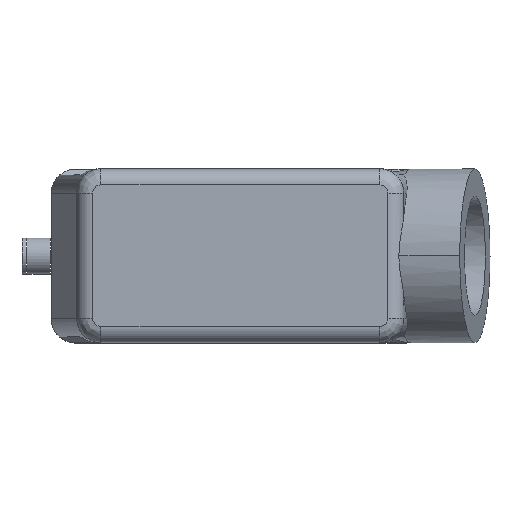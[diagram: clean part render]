
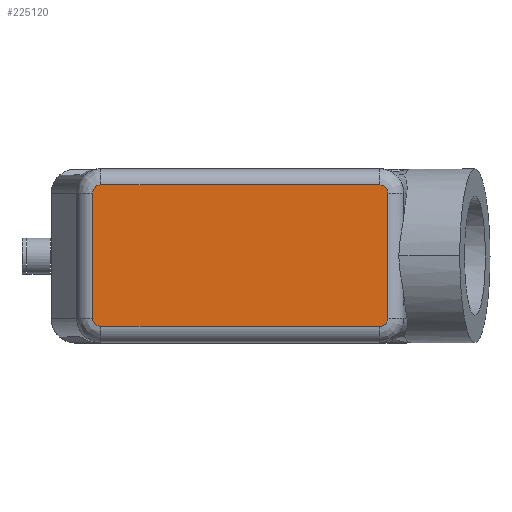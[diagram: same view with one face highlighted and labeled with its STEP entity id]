
A CAD part, top view. The second image highlights one B-rep face of the part: STEP entity #225120.
In plain terms, the highlighted planar face has unit normal (0, 0, 1).
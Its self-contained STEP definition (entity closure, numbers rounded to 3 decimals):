
#2020=CARTESIAN_POINT('',(-34.486,-17.5,76.));
#2030=VERTEX_POINT('',#2020);
#2060=CARTESIAN_POINT('',(34.486,-17.5,76.));
#2070=DIRECTION('',(-1.,0.,0.));
#2080=VECTOR('',#2070,1.);
#2090=LINE('',#2060,#2080);
#2100=CARTESIAN_POINT('',(34.486,-17.5,76.));
#2110=VERTEX_POINT('',#2100);
#2120=EDGE_CURVE('',#2110,#2030,#2090,.T.);
#2820=CARTESIAN_POINT('',(-36.517,15.5,76.));
#2830=VERTEX_POINT('',#2820);
#2860=CARTESIAN_POINT('',(-36.517,-15.5,76.));
#2870=DIRECTION('',(0.,1.,0.));
#2880=VECTOR('',#2870,1.);
#2890=LINE('',#2860,#2880);
#2900=CARTESIAN_POINT('',(-36.517,-15.5,76.));
#2910=VERTEX_POINT('',#2900);
#2920=EDGE_CURVE('',#2910,#2830,#2890,.T.);
#3210=CARTESIAN_POINT('',(34.486,17.5,76.));
#3220=VERTEX_POINT('',#3210);
#3270=CARTESIAN_POINT('',(-34.486,17.5,76.));
#3280=DIRECTION('',(1.,0.,0.));
#3290=VECTOR('',#3280,1.);
#3300=LINE('',#3270,#3290);
#3310=CARTESIAN_POINT('',(-34.486,17.5,76.));
#3320=VERTEX_POINT('',#3310);
#3330=EDGE_CURVE('',#3320,#3220,#3300,.T.);
#92110=CARTESIAN_POINT('',(36.517,15.5,76.));
#92120=DIRECTION('',(0.,-1.,0.));
#92130=VECTOR('',#92120,1.);
#92140=LINE('',#92110,#92130);
#92150=CARTESIAN_POINT('',(36.517,15.5,76.));
#92160=VERTEX_POINT('',#92150);
#92170=CARTESIAN_POINT('',(36.517,-15.5,76.));
#92180=VERTEX_POINT('',#92170);
#92190=EDGE_CURVE('',#92160,#92180,#92140,.T.);
#178610=CARTESIAN_POINT('',(36.517,-15.5,76.));
#178620=CARTESIAN_POINT('',(36.517,-17.5,76.));
#178630=CARTESIAN_POINT('',(34.486,-17.5,76.));
#178640=(BOUNDED_CURVE() B_SPLINE_CURVE(2,(#178610,#178620,#178630),
.UNSPECIFIED.,.F.,.F.) B_SPLINE_CURVE_WITH_KNOTS((3,3),(0.,1.),
.UNSPECIFIED.) CURVE() GEOMETRIC_REPRESENTATION_ITEM() 
RATIONAL_B_SPLINE_CURVE((1.,0.707,1.)) REPRESENTATION_ITEM(
''));
#178650=EDGE_CURVE('',#92180,#2110,#178640,.T.);
#209820=CARTESIAN_POINT('',(-34.486,-17.5,76.));
#209830=CARTESIAN_POINT('',(-36.517,-17.5,76.));
#209840=CARTESIAN_POINT('',(-36.517,-15.5,76.));
#209850=(BOUNDED_CURVE() B_SPLINE_CURVE(2,(#209820,#209830,#209840),
.UNSPECIFIED.,.F.,.F.) B_SPLINE_CURVE_WITH_KNOTS((3,3),(0.,1.),
.UNSPECIFIED.) CURVE() GEOMETRIC_REPRESENTATION_ITEM() 
RATIONAL_B_SPLINE_CURVE((1.,0.707,1.)) REPRESENTATION_ITEM(
''));
#209860=EDGE_CURVE('',#2030,#2910,#209850,.T.);
#215590=CARTESIAN_POINT('',(34.486,17.5,76.));
#215600=CARTESIAN_POINT('',(36.517,17.5,76.));
#215610=CARTESIAN_POINT('',(36.517,15.5,76.));
#215620=(BOUNDED_CURVE() B_SPLINE_CURVE(2,(#215590,#215600,#215610),
.UNSPECIFIED.,.F.,.F.) B_SPLINE_CURVE_WITH_KNOTS((3,3),(0.,1.),
.UNSPECIFIED.) CURVE() GEOMETRIC_REPRESENTATION_ITEM() 
RATIONAL_B_SPLINE_CURVE((1.,0.707,1.)) REPRESENTATION_ITEM(
''));
#215630=EDGE_CURVE('',#3220,#92160,#215620,.T.);
#224600=CARTESIAN_POINT('',(-36.517,15.5,76.));
#224610=CARTESIAN_POINT('',(-36.517,17.5,76.));
#224620=CARTESIAN_POINT('',(-34.486,17.5,76.));
#224630=(BOUNDED_CURVE() B_SPLINE_CURVE(2,(#224600,#224610,#224620),
.UNSPECIFIED.,.F.,.F.) B_SPLINE_CURVE_WITH_KNOTS((3,3),(0.,1.),
.UNSPECIFIED.) CURVE() GEOMETRIC_REPRESENTATION_ITEM() 
RATIONAL_B_SPLINE_CURVE((1.,0.707,1.)) REPRESENTATION_ITEM(
''));
#224640=EDGE_CURVE('',#2830,#3320,#224630,.T.);
#224970=CARTESIAN_POINT('',(-43.82,-21.,76.));
#224980=DIRECTION('',(0.,0.,1.));
#224990=DIRECTION('',(1.,0.,-0.));
#225000=AXIS2_PLACEMENT_3D('',#224970,#224980,#224990);
#225010=PLANE('',#225000);
#225020=ORIENTED_EDGE('',*,*,#215630,.F.);
#225030=ORIENTED_EDGE('',*,*,#92190,.F.);
#225040=ORIENTED_EDGE('',*,*,#178650,.F.);
#225050=ORIENTED_EDGE('',*,*,#2120,.F.);
#225060=ORIENTED_EDGE('',*,*,#209860,.F.);
#225070=ORIENTED_EDGE('',*,*,#2920,.F.);
#225080=ORIENTED_EDGE('',*,*,#224640,.F.);
#225090=ORIENTED_EDGE('',*,*,#3330,.F.);
#225100=EDGE_LOOP('',(#225090,#225080,#225070,#225060,#225050,#225040,
#225030,#225020));
#225110=FACE_OUTER_BOUND('',#225100,.T.);
#225120=ADVANCED_FACE('',(#225110),#225010,.T.);
